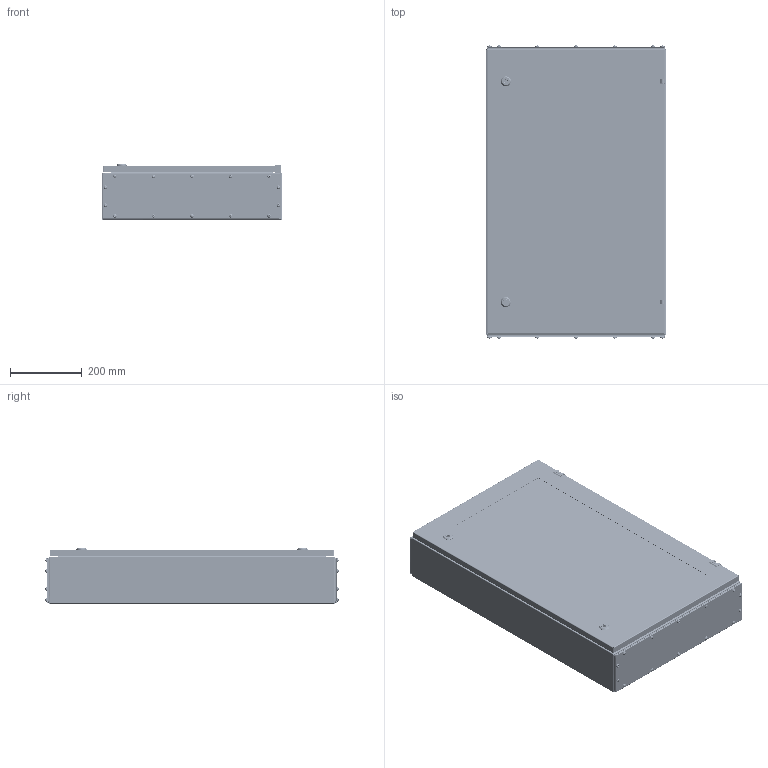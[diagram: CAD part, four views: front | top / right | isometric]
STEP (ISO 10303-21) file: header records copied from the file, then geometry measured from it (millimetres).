
FILE_DESCRIPTION (( 'STEP AP214' ), '1' );
FILE_NAME ('12.050.080.15.STEP', '2024-06-13T04:17:54', ( '' ), ( '' ), 'SwSTEP 2.0', 'SolidWorks 2021', '' );
FILE_SCHEMA (( 'AUTOMOTIVE_DESIGN' ));
Length unit declared in the file: millimetre
Products named in the file (29): ﾇ瑟鶴 ﾀﾑ ms1000-3M.stp; Êàðêàñ øêàôà W500H800D150; 8SJ_MS705-1_0040.stp; Ïåðåìû÷êà êàðêàñà W500; 嵑謺麃 檐; 砑鳧罻 H800; 署赅 W500D150; Áîëò Ì6õ10 ñ øåñòèãðàííîé ãîëîâêîé ñ ïðåññøàéáîé; Ïðîêëàäêà êðûøêè W500D150; Êîðïóñ øêàôà W500H800D150; Çàêëåïêà ðåçüáîâàÿ Ì8 øåñòèãðàííàÿ ñ óìåíüøåííûì áîðòîì; 417.580; 8SJ_MS705_0760.stp; Çàêëåïêà ðåçüáîâàÿ Ì5 øåñòèãðàííàÿ ñ óìåíüøåííûì áîðòîì; Âèíò DIN 967 Ì5õ16 ñ ïîëóêðóãëîé ãîëîâêîé ñ êðåñòîîáðàçíûì øëèöåì; 栺樏鋋 W500H800; Øïèëüêà ïðèâàðíàÿ Ì6õ10; Ãàñêåòèíã W500H800; ﾄ粢鮱 W500H800; Ãàéêà M6 DIN6923.step; 砑鳧罻 W500; Øïèëüêà ïðèâàðíàÿ Ì6õ20; 8SJ_S1B_0001.stp; Ñòåêëÿííàÿ äâåðü ÑÁ W500H800; 12.050.080.15; SW6X8.stp; Øïèëüêà ïðèâàðíàÿ Ì6õ15; 8SJ_MS705_0510.stp; 8SJ_MS705_0010.stp
Assembly tree (125 placements, depth 4):
  12.050.080.15
    Êàðêàñ øêàôà W500H800D150
      Êîðïóñ øêàôà W500H800D150
      Ïåðåìû÷êà êàðêàñà W500  x2
      Øïèëüêà ïðèâàðíàÿ Ì6õ15  x4
      Øïèëüêà ïðèâàðíàÿ Ì6õ20  x4
    署赅 W500D150  x2
    Ïðîêëàäêà êðûøêè W500D150  x2
    Ñòåêëÿííàÿ äâåðü ÑÁ W500H800
      ﾄ粢鮱 W500H800
      Ãàñêåòèíã W500H800
      ﾇ瑟鶴 ﾀﾑ ms1000-3M.stp  x2
        8SJ_MS705_0010.stp
        8SJ_MS705_0510.stp
        8SJ_MS705_0760.stp
        8SJ_S1B_0001.stp
        8SJ_MS705-1_0040.stp
        SW6X8.stp
      Øïèëüêà ïðèâàðíàÿ Ì6õ10  x12
      栺樏鋋 W500H800
      Ãàéêà M6 DIN6923.step  x12
      砑鳧罻 H800  x2
      砑鳧罻 W500  x2
    嵑謺麃 檐  x2
    Áîëò Ì6õ10 ñ øåñòèãðàííîé ãîëîâêîé ñ ïðåññøàéáîé  x2
    Çàêëåïêà ðåçüáîâàÿ Ì5 øåñòèãðàííàÿ ñ óìåíüøåííûì áîðòîì  x28
    Âèíò DIN 967 Ì5õ16 ñ ïîëóêðóãëîé ãîëîâêîé ñ êðåñòîîáðàçíûì øëèöåì  x28
    Çàêëåïêà ðåçüáîâàÿ Ì8 øåñòèãðàííàÿ ñ óìåíüøåííûì áîðòîì  x4
    417.580
    Ãàéêà M6 DIN6923.step  x4
Bounding box: 500 x 815.11 x 154.65 mm (x, y, z)
Volume: 3109248.2 mm3; surface area: 3875995.1 mm2
Topology: 125 solids, 137 shells, 6909 faces, 17489 edges, 10904 vertices
Faces by surface type: plane 2801, cylinder 2357, bspline 725, cone 472, torus 386, sphere 168
Entity records: 89519 total; most frequent: CARTESIAN_POINT 43954, ORIENTED_EDGE 9716, DIRECTION 8164, EDGE_CURVE 4864, VERTEX_POINT 2999, AXIS2_PLACEMENT_3D 2738, VECTOR 2688, LINE 2688
